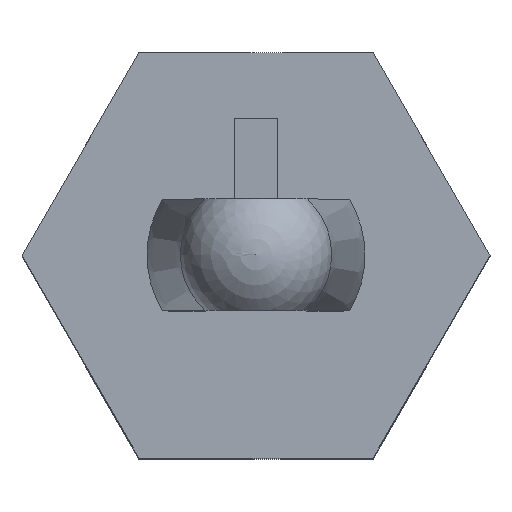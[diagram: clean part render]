
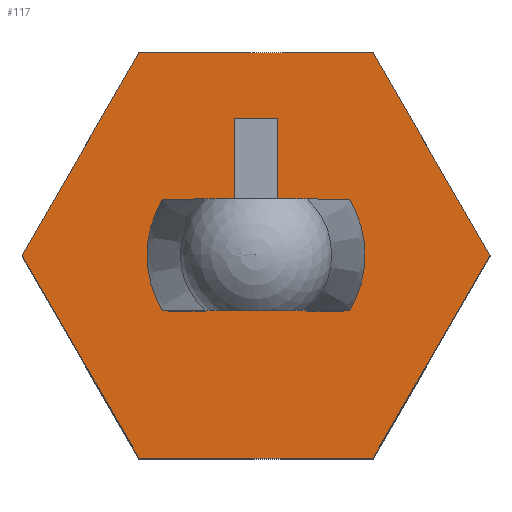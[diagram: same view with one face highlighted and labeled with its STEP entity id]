
A CAD part, top view. The second image highlights one B-rep face of the part: STEP entity #117.
In plain terms, the highlighted planar face has unit normal (0, 0, 1).
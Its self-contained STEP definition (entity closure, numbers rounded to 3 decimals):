
#117 = ADVANCED_FACE( '', ( #274, #275, #276 ), #277, .F. );
#274 = FACE_BOUND( '', #470, .T. );
#275 = FACE_BOUND( '', #471, .T. );
#276 = FACE_OUTER_BOUND( '', #472, .T. );
#277 = PLANE( '', #473 );
#470 = EDGE_LOOP( '', ( #746, #747, #748, #749 ) );
#471 = EDGE_LOOP( '', ( #750, #751, #752, #753 ) );
#472 = EDGE_LOOP( '', ( #754, #755, #756, #757, #758, #759 ) );
#473 = AXIS2_PLACEMENT_3D( '', #760, #761, #762 );
#746 = ORIENTED_EDGE( '', *, *, #1248, .T. );
#747 = ORIENTED_EDGE( '', *, *, #1249, .T. );
#748 = ORIENTED_EDGE( '', *, *, #1250, .T. );
#749 = ORIENTED_EDGE( '', *, *, #1251, .T. );
#750 = ORIENTED_EDGE( '', *, *, #1168, .T. );
#751 = ORIENTED_EDGE( '', *, *, #1252, .T. );
#752 = ORIENTED_EDGE( '', *, *, #1253, .F. );
#753 = ORIENTED_EDGE( '', *, *, #1254, .T. );
#754 = ORIENTED_EDGE( '', *, *, #1255, .F. );
#755 = ORIENTED_EDGE( '', *, *, #1256, .F. );
#756 = ORIENTED_EDGE( '', *, *, #1257, .F. );
#757 = ORIENTED_EDGE( '', *, *, #1258, .F. );
#758 = ORIENTED_EDGE( '', *, *, #1259, .F. );
#759 = ORIENTED_EDGE( '', *, *, #1260, .F. );
#760 = CARTESIAN_POINT( '', ( 0., 0., 14. ) );
#761 = DIRECTION( '', ( 0., 0., -1. ) );
#762 = DIRECTION( '', ( -1., 0., 0. ) );
#1168 = EDGE_CURVE( '', #1389, #1387, #1390, .T. );
#1248 = EDGE_CURVE( '', #1520, #1521, #1522, .T. );
#1249 = EDGE_CURVE( '', #1521, #1523, #1524, .T. );
#1250 = EDGE_CURVE( '', #1523, #1525, #1526, .T. );
#1251 = EDGE_CURVE( '', #1525, #1520, #1527, .T. );
#1252 = EDGE_CURVE( '', #1387, #1528, #1529, .T. );
#1253 = EDGE_CURVE( '', #1530, #1528, #1531, .T. );
#1254 = EDGE_CURVE( '', #1530, #1389, #1532, .T. );
#1255 = EDGE_CURVE( '', #1533, #1534, #1535, .T. );
#1256 = EDGE_CURVE( '', #1536, #1533, #1537, .T. );
#1257 = EDGE_CURVE( '', #1538, #1536, #1539, .T. );
#1258 = EDGE_CURVE( '', #1540, #1538, #1541, .T. );
#1259 = EDGE_CURVE( '', #1542, #1540, #1543, .T. );
#1260 = EDGE_CURVE( '', #1534, #1542, #1544, .T. );
#1387 = VERTEX_POINT( '', #1701 );
#1389 = VERTEX_POINT( '', #1709 );
#1390 = CIRCLE( '', #1710, 2. );
#1520 = VERTEX_POINT( '', #1903 );
#1521 = VERTEX_POINT( '', #1904 );
#1522 = LINE( '', #1905, #1906 );
#1523 = VERTEX_POINT( '', #1907 );
#1524 = LINE( '', #1908, #1909 );
#1525 = VERTEX_POINT( '', #1910 );
#1526 = LINE( '', #1911, #1912 );
#1527 = CIRCLE( '', #1913, 2. );
#1528 = VERTEX_POINT( '', #1914 );
#1529 = LINE( '', #1915, #1916 );
#1530 = VERTEX_POINT( '', #1917 );
#1531 = LINE( '', #1918, #1919 );
#1532 = LINE( '', #1920, #1921 );
#1533 = VERTEX_POINT( '', #1922 );
#1534 = VERTEX_POINT( '', #1923 );
#1535 = LINE( '', #1924, #1925 );
#1536 = VERTEX_POINT( '', #1926 );
#1537 = LINE( '', #1927, #1928 );
#1538 = VERTEX_POINT( '', #1929 );
#1539 = LINE( '', #1930, #1931 );
#1540 = VERTEX_POINT( '', #1932 );
#1541 = LINE( '', #1933, #1934 );
#1542 = VERTEX_POINT( '', #1935 );
#1543 = LINE( '', #1936, #1937 );
#1544 = LINE( '', #1938, #1939 );
#1701 = CARTESIAN_POINT( '', ( -1.67, 1.1, 14. ) );
#1709 = CARTESIAN_POINT( '', ( -1.67, -1.1, 14. ) );
#1710 = AXIS2_PLACEMENT_3D( '', #2189, #2190, #2191 );
#1903 = CARTESIAN_POINT( '', ( 1.67, -1.1, 14. ) );
#1904 = CARTESIAN_POINT( '', ( 1., -1.1, 14. ) );
#1905 = CARTESIAN_POINT( '', ( 2.15, -1.1, 14. ) );
#1906 = VECTOR( '', #2267, 1000. );
#1907 = CARTESIAN_POINT( '', ( 1., 1.1, 14. ) );
#1908 = CARTESIAN_POINT( '', ( 1., -1.1, 14. ) );
#1909 = VECTOR( '', #2268, 1000. );
#1910 = CARTESIAN_POINT( '', ( 1.67, 1.1, 14. ) );
#1911 = CARTESIAN_POINT( '', ( -2.15, 1.1, 14. ) );
#1912 = VECTOR( '', #2269, 1000. );
#1913 = AXIS2_PLACEMENT_3D( '', #2270, #2271, #2272 );
#1914 = CARTESIAN_POINT( '', ( -1., 1.1, 14. ) );
#1915 = CARTESIAN_POINT( '', ( -2.15, 1.1, 14. ) );
#1916 = VECTOR( '', #2273, 1000. );
#1917 = CARTESIAN_POINT( '', ( -1., -1.1, 14. ) );
#1918 = CARTESIAN_POINT( '', ( -1., -1.1, 14. ) );
#1919 = VECTOR( '', #2274, 1000. );
#1920 = CARTESIAN_POINT( '', ( 2.15, -1.1, 14. ) );
#1921 = VECTOR( '', #2275, 1000. );
#1922 = CARTESIAN_POINT( '', ( 4.619, 0., 14. ) );
#1923 = CARTESIAN_POINT( '', ( 2.309, -4., 14. ) );
#1924 = CARTESIAN_POINT( '', ( 4.619, 0., 14. ) );
#1925 = VECTOR( '', #2276, 1000. );
#1926 = CARTESIAN_POINT( '', ( 2.309, 4., 14. ) );
#1927 = CARTESIAN_POINT( '', ( 2.309, 4., 14. ) );
#1928 = VECTOR( '', #2277, 1000. );
#1929 = CARTESIAN_POINT( '', ( -2.309, 4., 14. ) );
#1930 = CARTESIAN_POINT( '', ( -2.309, 4., 14. ) );
#1931 = VECTOR( '', #2278, 1000. );
#1932 = CARTESIAN_POINT( '', ( -4.619, 0., 14. ) );
#1933 = CARTESIAN_POINT( '', ( -2.309, 4., 14. ) );
#1934 = VECTOR( '', #2279, 1000. );
#1935 = CARTESIAN_POINT( '', ( -2.309, -4., 14. ) );
#1936 = CARTESIAN_POINT( '', ( -4.619, 0., 14. ) );
#1937 = VECTOR( '', #2280, 1000. );
#1938 = CARTESIAN_POINT( '', ( 2.309, -4., 14. ) );
#1939 = VECTOR( '', #2281, 1000. );
#2189 = CARTESIAN_POINT( '', ( 0., 0., 14. ) );
#2190 = DIRECTION( '', ( 0., 0., -1. ) );
#2191 = DIRECTION( '', ( -1., 0., 0. ) );
#2267 = DIRECTION( '', ( -1., 0., 0. ) );
#2268 = DIRECTION( '', ( 0., 1., 0. ) );
#2269 = DIRECTION( '', ( 1., 0., 0. ) );
#2270 = CARTESIAN_POINT( '', ( 0., 0., 14. ) );
#2271 = DIRECTION( '', ( 0., 0., -1. ) );
#2272 = DIRECTION( '', ( -1., 0., 0. ) );
#2273 = DIRECTION( '', ( 1., 0., 0. ) );
#2274 = DIRECTION( '', ( 0., 1., 0. ) );
#2275 = DIRECTION( '', ( -1., 0., 0. ) );
#2276 = DIRECTION( '', ( -0.5, -0.866, 0. ) );
#2277 = DIRECTION( '', ( 0.5, -0.866, 0. ) );
#2278 = DIRECTION( '', ( 1., 0., 0. ) );
#2279 = DIRECTION( '', ( 0.5, 0.866, 0. ) );
#2280 = DIRECTION( '', ( -0.5, 0.866, 0. ) );
#2281 = DIRECTION( '', ( -1., 0., 0. ) );
